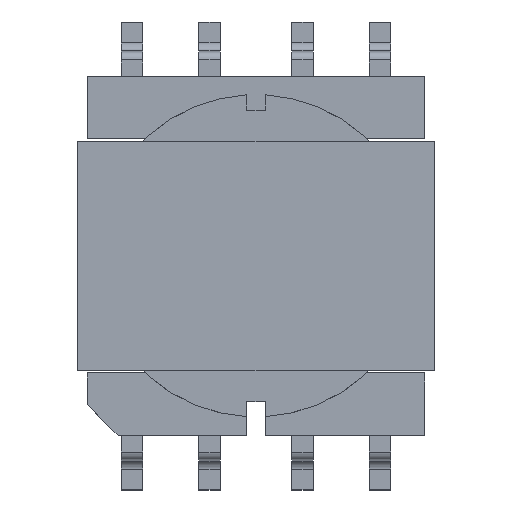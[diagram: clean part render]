
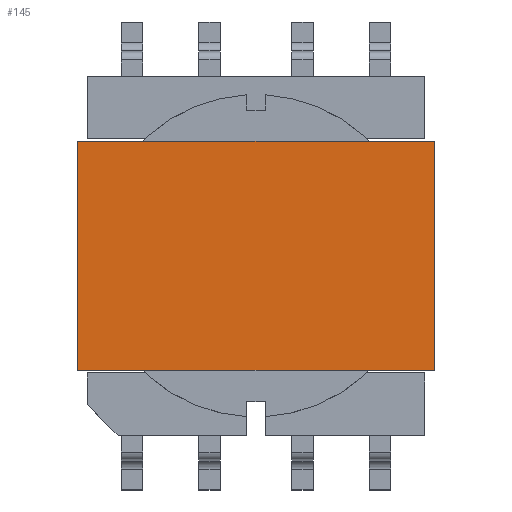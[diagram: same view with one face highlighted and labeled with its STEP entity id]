
A CAD part, top view. The second image highlights one B-rep face of the part: STEP entity #145.
In plain terms, the highlighted face is planar.
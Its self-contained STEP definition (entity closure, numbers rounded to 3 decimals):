
#45 = EDGE_CURVE ( 'NONE', #821, #274, #1652, .T. ) ;
#145 = ADVANCED_FACE ( 'NONE', ( #3443 ), #801, .F. ) ;
#174 = LINE ( 'NONE', #3094, #3464 ) ;
#274 = VERTEX_POINT ( 'NONE', #2693 ) ;
#465 = ORIENTED_EDGE ( 'NONE', *, *, #2362, .F. ) ;
#559 = DIRECTION ( 'NONE',  ( 0., 1., 0. ) ) ;
#782 = VECTOR ( 'NONE', #2825, 1000. ) ;
#801 = PLANE ( 'NONE',  #2553 ) ;
#821 = VERTEX_POINT ( 'NONE', #3107 ) ;
#907 = CARTESIAN_POINT ( 'NONE',  ( -3.7, 0., -5.75 ) ) ;
#916 = VECTOR ( 'NONE', #1695, 1000. ) ;
#927 = VECTOR ( 'NONE', #1713, 1000. ) ;
#1099 = CARTESIAN_POINT ( 'NONE',  ( 3.7, 0., 0. ) ) ;
#1145 = EDGE_CURVE ( 'NONE', #2162, #3299, #1399, .T. ) ;
#1399 = LINE ( 'NONE', #3742, #927 ) ;
#1476 = EDGE_LOOP ( 'NONE', ( #2658, #465, #3193, #3618 ) ) ;
#1478 = CARTESIAN_POINT ( 'NONE',  ( 0., 0., 0. ) ) ;
#1641 = DIRECTION ( 'NONE',  ( 0., 0., 1. ) ) ;
#1652 = LINE ( 'NONE', #1964, #782 ) ;
#1658 = EDGE_CURVE ( 'NONE', #3299, #821, #174, .T. ) ;
#1695 = DIRECTION ( 'NONE',  ( 0., 0., -1. ) ) ;
#1713 = DIRECTION ( 'NONE',  ( -1., 0., 0. ) ) ;
#1964 = CARTESIAN_POINT ( 'NONE',  ( -2., 0., 5.75 ) ) ;
#2162 = VERTEX_POINT ( 'NONE', #3277 ) ;
#2305 = DIRECTION ( 'NONE',  ( 1., 0., 0. ) ) ;
#2362 = EDGE_CURVE ( 'NONE', #274, #2162, #3200, .T. ) ;
#2553 = AXIS2_PLACEMENT_3D ( 'NONE', #1478, #559, #2305 ) ;
#2658 = ORIENTED_EDGE ( 'NONE', *, *, #1145, .F. ) ;
#2693 = CARTESIAN_POINT ( 'NONE',  ( 3.7, 0., 5.75 ) ) ;
#2825 = DIRECTION ( 'NONE',  ( 1., 0., 0. ) ) ;
#3094 = CARTESIAN_POINT ( 'NONE',  ( -3.7, 0., 0. ) ) ;
#3107 = CARTESIAN_POINT ( 'NONE',  ( -3.7, 0., 5.75 ) ) ;
#3193 = ORIENTED_EDGE ( 'NONE', *, *, #45, .F. ) ;
#3200 = LINE ( 'NONE', #1099, #916 ) ;
#3277 = CARTESIAN_POINT ( 'NONE',  ( 3.7, 0., -5.75 ) ) ;
#3299 = VERTEX_POINT ( 'NONE', #907 ) ;
#3443 = FACE_OUTER_BOUND ( 'NONE', #1476, .T. ) ;
#3464 = VECTOR ( 'NONE', #1641, 1000. ) ;
#3618 = ORIENTED_EDGE ( 'NONE', *, *, #1658, .F. ) ;
#3742 = CARTESIAN_POINT ( 'NONE',  ( 2., 0., -5.75 ) ) ;
